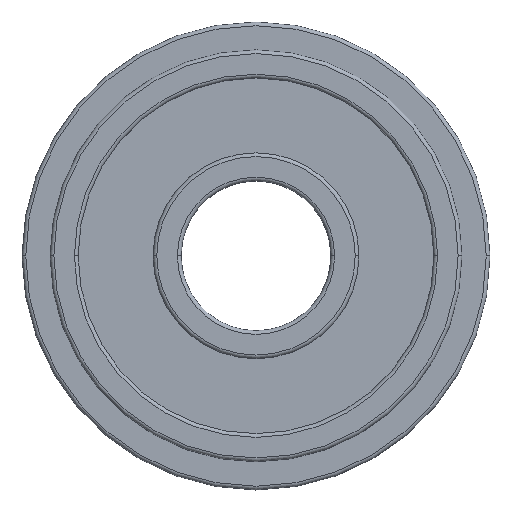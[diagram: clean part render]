
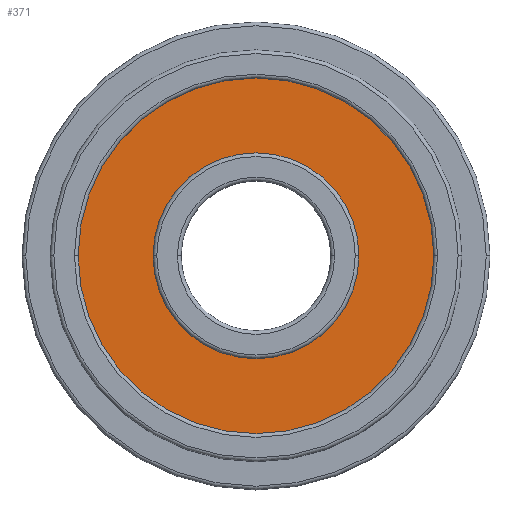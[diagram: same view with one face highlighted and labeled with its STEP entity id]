
A CAD part, top view. The second image highlights one B-rep face of the part: STEP entity #371.
In plain terms, the highlighted planar face has unit normal (0, 0, 1).
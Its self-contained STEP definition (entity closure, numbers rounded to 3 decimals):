
#8 = CARTESIAN_POINT ( 'NONE',  ( 5.5, 0., 7. ) ) ;
#32 = CARTESIAN_POINT ( 'NONE',  ( -5.5, 0., 7. ) ) ;
#35 = FACE_BOUND ( 'NONE', #178, .T. ) ;
#81 = EDGE_CURVE ( 'NONE', #273, #130, #546, .T. ) ;
#130 = VERTEX_POINT ( 'NONE', #8 ) ;
#145 = CARTESIAN_POINT ( 'NONE',  ( 0., 0., 7. ) ) ;
#154 = DIRECTION ( 'NONE',  ( 0., 0., 1. ) ) ;
#178 = EDGE_LOOP ( 'NONE', ( #1033, #342 ) ) ;
#189 = EDGE_LOOP ( 'NONE', ( #318, #501 ) ) ;
#196 = VERTEX_POINT ( 'NONE', #280 ) ;
#203 = AXIS2_PLACEMENT_3D ( 'NONE', #145, #154, #316 ) ;
#213 = CIRCLE ( 'NONE', #373, 9.5 ) ;
#273 = VERTEX_POINT ( 'NONE', #32 ) ;
#280 = CARTESIAN_POINT ( 'NONE',  ( -9.5, 0., 7. ) ) ;
#311 = CIRCLE ( 'NONE', #747, 9.5 ) ;
#316 = DIRECTION ( 'NONE',  ( 1., 0., 0. ) ) ;
#318 = ORIENTED_EDGE ( 'NONE', *, *, #845, .T. ) ;
#326 = CARTESIAN_POINT ( 'NONE',  ( 9.5, 0., 7. ) ) ;
#342 = ORIENTED_EDGE ( 'NONE', *, *, #447, .F. ) ;
#371 = ADVANCED_FACE ( 'NONE', ( #35, #557 ), #831, .T. ) ;
#373 = AXIS2_PLACEMENT_3D ( 'NONE', #877, #392, #554 ) ;
#392 = DIRECTION ( 'NONE',  ( 0., 0., 1. ) ) ;
#395 = VERTEX_POINT ( 'NONE', #326 ) ;
#409 = CARTESIAN_POINT ( 'NONE',  ( 0., 0., 7. ) ) ;
#447 = EDGE_CURVE ( 'NONE', #130, #273, #646, .T. ) ;
#494 = DIRECTION ( 'NONE',  ( 0., 0., 1. ) ) ;
#501 = ORIENTED_EDGE ( 'NONE', *, *, #804, .T. ) ;
#546 = CIRCLE ( 'NONE', #584, 5.5 ) ;
#554 = DIRECTION ( 'NONE',  ( 1., 0., 0. ) ) ;
#557 = FACE_OUTER_BOUND ( 'NONE', #189, .T. ) ;
#584 = AXIS2_PLACEMENT_3D ( 'NONE', #952, #590, #1027 ) ;
#590 = DIRECTION ( 'NONE',  ( 0., 0., 1. ) ) ;
#646 = CIRCLE ( 'NONE', #1026, 5.5 ) ;
#654 = CARTESIAN_POINT ( 'NONE',  ( 0., 0., 7. ) ) ;
#747 = AXIS2_PLACEMENT_3D ( 'NONE', #409, #912, #749 ) ;
#749 = DIRECTION ( 'NONE',  ( 1., 0., 0. ) ) ;
#804 = EDGE_CURVE ( 'NONE', #395, #196, #213, .T. ) ;
#831 = PLANE ( 'NONE',  #203 ) ;
#845 = EDGE_CURVE ( 'NONE', #196, #395, #311, .T. ) ;
#877 = CARTESIAN_POINT ( 'NONE',  ( 0., 0., 7. ) ) ;
#912 = DIRECTION ( 'NONE',  ( 0., 0., 1. ) ) ;
#952 = CARTESIAN_POINT ( 'NONE',  ( 0., 0., 7. ) ) ;
#1000 = DIRECTION ( 'NONE',  ( 1., 0., 0. ) ) ;
#1026 = AXIS2_PLACEMENT_3D ( 'NONE', #654, #494, #1000 ) ;
#1027 = DIRECTION ( 'NONE',  ( 1., 0., 0. ) ) ;
#1033 = ORIENTED_EDGE ( 'NONE', *, *, #81, .F. ) ;
